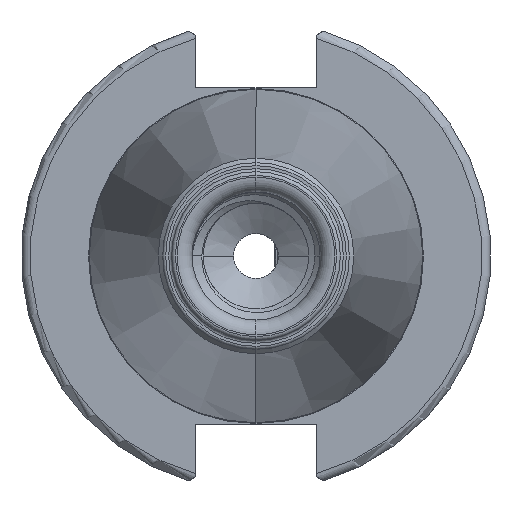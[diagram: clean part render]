
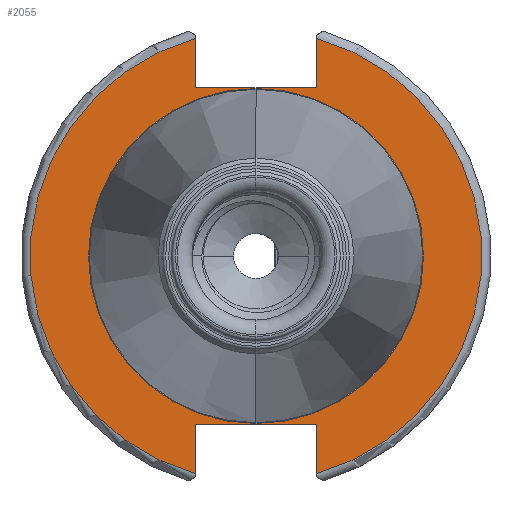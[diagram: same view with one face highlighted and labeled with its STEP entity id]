
A CAD part, left-side view. The second image highlights one B-rep face of the part: STEP entity #2055.
In plain terms, the highlighted planar face has unit normal (-1, 0, 0).
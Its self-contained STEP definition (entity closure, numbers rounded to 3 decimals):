
#85 = FACE_OUTER_BOUND ( 'NONE', #12383, .T. ) ;
#94 = FACE_BOUND ( 'NONE', #12373, .T. ) ;
#144 = DIRECTION ( 'NONE',  ( 0., 0., -1. ) ) ;
#176 = CARTESIAN_POINT ( 'NONE',  ( -5., -8.075, 0. ) ) ;
#311 = DIRECTION ( 'NONE',  ( 0., 0., 1. ) ) ;
#338 = CARTESIAN_POINT ( 'NONE',  ( -5., 0., 0. ) ) ;
#342 = DIRECTION ( 'NONE',  ( -1., 0., 0. ) ) ;
#402 = DIRECTION ( 'NONE',  ( 0., 0., 1. ) ) ;
#403 = DIRECTION ( 'NONE',  ( 0., -1., 0. ) ) ;
#405 = CARTESIAN_POINT ( 'NONE',  ( -5., -8.075, 22.5 ) ) ;
#412 = CARTESIAN_POINT ( 'NONE',  ( -5., -8.075, -22.5 ) ) ;
#419 = CARTESIAN_POINT ( 'NONE',  ( -5., 8.075, 0. ) ) ;
#436 = CARTESIAN_POINT ( 'NONE',  ( -5., -8.075, 0. ) ) ;
#439 = DIRECTION ( 'NONE',  ( 0., -1., 0. ) ) ;
#440 = DIRECTION ( 'NONE',  ( 0., 0., 1. ) ) ;
#668 = DIRECTION ( 'NONE',  ( 0., 0., -1. ) ) ;
#701 = CARTESIAN_POINT ( 'NONE',  ( -5., 8.075, 0. ) ) ;
#754 = DIRECTION ( 'NONE',  ( -1., 0., 0. ) ) ;
#759 = CARTESIAN_POINT ( 'NONE',  ( -5., 0., 0. ) ) ;
#797 = DIRECTION ( 'NONE',  ( 0., 0., 1. ) ) ;
#1279 = CARTESIAN_POINT ( 'NONE',  ( -5., -8.075, -22.5 ) ) ;
#1284 = CARTESIAN_POINT ( 'NONE',  ( -5., 8.075, -29.1 ) ) ;
#1298 = CARTESIAN_POINT ( 'NONE',  ( -5., -8.075, 29.1 ) ) ;
#1308 = CARTESIAN_POINT ( 'NONE',  ( -5., -8.075, 22.5 ) ) ;
#1327 = CARTESIAN_POINT ( 'NONE',  ( -5., 8.075, 22.5 ) ) ;
#1334 = CARTESIAN_POINT ( 'NONE',  ( -5., -8.075, -29.1 ) ) ;
#1335 = CARTESIAN_POINT ( 'NONE',  ( -5., 8.075, -22.5 ) ) ;
#1928 = CARTESIAN_POINT ( 'NONE',  ( -5., 0., 22.398 ) ) ;
#1941 = CARTESIAN_POINT ( 'NONE',  ( -5., 0., -22.398 ) ) ;
#1986 = CARTESIAN_POINT ( 'NONE',  ( -5., 8.075, 29.1 ) ) ;
#2027 = CIRCLE ( 'NONE', #13764, 22.398 ) ;
#2055 = ADVANCED_FACE ( 'NONE', ( #85, #94 ), #9435, .F. ) ;
#7212 = EDGE_CURVE ( 'NONE', #14051, #14062, #13843, .T. ) ;
#7236 = EDGE_CURVE ( 'NONE', #14062, #14042, #13807, .T. ) ;
#7248 = EDGE_CURVE ( 'NONE', #14069, #14051, #13816, .T. ) ;
#7250 = EDGE_CURVE ( 'NONE', #14023, #14069, #13808, .T. ) ;
#7251 = EDGE_CURVE ( 'NONE', #14049, #14042, #13823, .T. ) ;
#7255 = EDGE_CURVE ( 'NONE', #14064, #14049, #13822, .T. ) ;
#7286 = EDGE_CURVE ( 'NONE', #14011, #14064, #14702, .T. ) ;
#7301 = EDGE_CURVE ( 'NONE', #13951, #13957, #14723, .T. ) ;
#7389 = EDGE_CURVE ( 'NONE', #13957, #13951, #2027, .T. ) ;
#7657 = AXIS2_PLACEMENT_3D ( 'NONE', #9447, #9448, #9450 ) ;
#7785 = AXIS2_PLACEMENT_3D ( 'NONE', #338, #342, #311 ) ;
#7804 = AXIS2_PLACEMENT_3D ( 'NONE', #759, #754, #797 ) ;
#7893 = EDGE_CURVE ( 'NONE', #14011, #14023, #15528, .T. ) ;
#9435 = PLANE ( 'NONE',  #7657 ) ;
#9447 = CARTESIAN_POINT ( 'NONE',  ( -5., 22.398, 0. ) ) ;
#9448 = DIRECTION ( 'NONE',  ( 1., 0., 0. ) ) ;
#9450 = DIRECTION ( 'NONE',  ( 0., 0., -1. ) ) ;
#10883 = DIRECTION ( 'NONE',  ( -1., 0., 0. ) ) ;
#10894 = DIRECTION ( 'NONE',  ( 0., 0., 1. ) ) ;
#10913 = CARTESIAN_POINT ( 'NONE',  ( -5., 0., 0. ) ) ;
#12373 = EDGE_LOOP ( 'NONE', ( #16215, #16272 ) ) ;
#12383 = EDGE_LOOP ( 'NONE', ( #16203, #16194, #16217, #16202, #16176, #16279, #16251, #16284 ) ) ;
#13639 = AXIS2_PLACEMENT_3D ( 'NONE', #10913, #10883, #10894 ) ;
#13764 = AXIS2_PLACEMENT_3D ( 'NONE', #14378, #14399, #14401 ) ;
#13807 = CIRCLE ( 'NONE', #7785, 30.2 ) ;
#13808 = LINE ( 'NONE', #419, #13824 ) ;
#13811 = VECTOR ( 'NONE', #402, 1000. ) ;
#13816 = LINE ( 'NONE', #412, #13832 ) ;
#13822 = LINE ( 'NONE', #405, #13826 ) ;
#13823 = LINE ( 'NONE', #436, #13811 ) ;
#13824 = VECTOR ( 'NONE', #440, 1000. ) ;
#13826 = VECTOR ( 'NONE', #439, 1000. ) ;
#13832 = VECTOR ( 'NONE', #403, 1000. ) ;
#13843 = LINE ( 'NONE', #176, #13844 ) ;
#13844 = VECTOR ( 'NONE', #144, 1000. ) ;
#13951 = VERTEX_POINT ( 'NONE', #1928 ) ;
#13957 = VERTEX_POINT ( 'NONE', #1941 ) ;
#14011 = VERTEX_POINT ( 'NONE', #1986 ) ;
#14023 = VERTEX_POINT ( 'NONE', #1284 ) ;
#14042 = VERTEX_POINT ( 'NONE', #1298 ) ;
#14049 = VERTEX_POINT ( 'NONE', #1308 ) ;
#14051 = VERTEX_POINT ( 'NONE', #1279 ) ;
#14062 = VERTEX_POINT ( 'NONE', #1334 ) ;
#14064 = VERTEX_POINT ( 'NONE', #1327 ) ;
#14069 = VERTEX_POINT ( 'NONE', #1335 ) ;
#14378 = CARTESIAN_POINT ( 'NONE',  ( -5., 0., 0. ) ) ;
#14399 = DIRECTION ( 'NONE',  ( -1., 0., 0. ) ) ;
#14401 = DIRECTION ( 'NONE',  ( 0., 0., 1. ) ) ;
#14688 = VECTOR ( 'NONE', #668, 1000. ) ;
#14702 = LINE ( 'NONE', #701, #14688 ) ;
#14723 = CIRCLE ( 'NONE', #7804, 22.398 ) ;
#15528 = CIRCLE ( 'NONE', #13639, 30.2 ) ;
#16176 = ORIENTED_EDGE ( 'NONE', *, *, #7236, .T. ) ;
#16194 = ORIENTED_EDGE ( 'NONE', *, *, #7250, .T. ) ;
#16202 = ORIENTED_EDGE ( 'NONE', *, *, #7212, .T. ) ;
#16203 = ORIENTED_EDGE ( 'NONE', *, *, #7893, .T. ) ;
#16215 = ORIENTED_EDGE ( 'NONE', *, *, #7301, .F. ) ;
#16217 = ORIENTED_EDGE ( 'NONE', *, *, #7248, .T. ) ;
#16251 = ORIENTED_EDGE ( 'NONE', *, *, #7255, .F. ) ;
#16272 = ORIENTED_EDGE ( 'NONE', *, *, #7389, .F. ) ;
#16279 = ORIENTED_EDGE ( 'NONE', *, *, #7251, .F. ) ;
#16284 = ORIENTED_EDGE ( 'NONE', *, *, #7286, .F. ) ;
